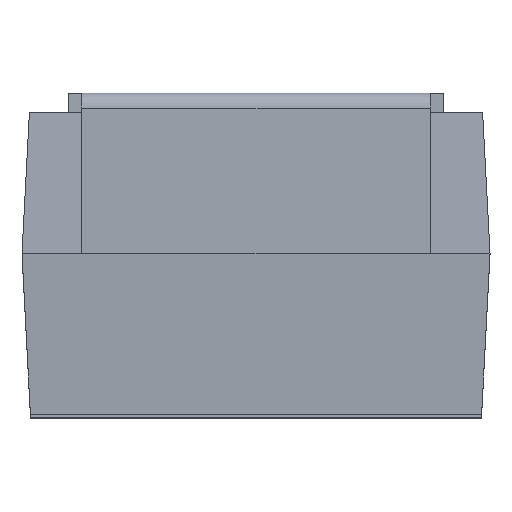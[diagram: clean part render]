
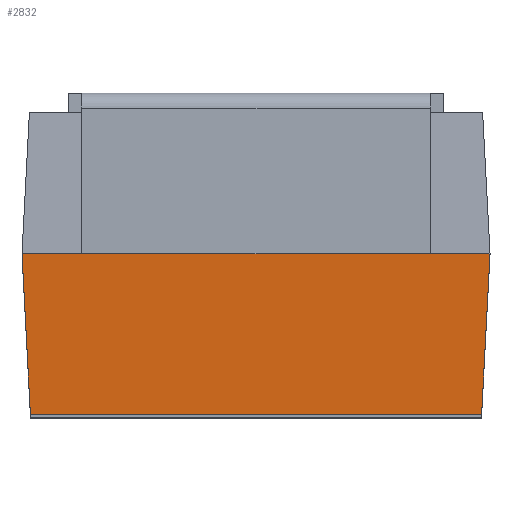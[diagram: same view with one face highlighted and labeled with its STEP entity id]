
A CAD part, top view. The second image highlights one B-rep face of the part: STEP entity #2832.
In plain terms, the highlighted planar face has unit normal (0, -0.052, 0.999).
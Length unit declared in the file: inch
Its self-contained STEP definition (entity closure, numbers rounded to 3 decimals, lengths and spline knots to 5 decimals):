
#291=FACE_OUTER_BOUND('',#450,.T.);
#450=EDGE_LOOP('',(#2315,#2316,#2317,#2318,#2319,#2320));
#631=LINE('',#4136,#981);
#715=LINE('',#4320,#1065);
#729=LINE('',#4352,#1079);
#730=LINE('',#4355,#1080);
#757=LINE('',#4406,#1107);
#758=LINE('',#4407,#1108);
#981=VECTOR('',#3214,0.3937);
#1065=VECTOR('',#3390,0.3937);
#1079=VECTOR('',#3424,0.3937);
#1080=VECTOR('',#3427,0.3937);
#1107=VECTOR('',#3476,0.3937);
#1108=VECTOR('',#3477,0.3937);
#1331=VERTEX_POINT('',#4118);
#1335=VERTEX_POINT('',#4130);
#1383=VERTEX_POINT('',#4302);
#1389=VERTEX_POINT('',#4316);
#1398=VERTEX_POINT('',#4350);
#1399=VERTEX_POINT('',#4354);
#1609=EDGE_CURVE('',#1331,#1335,#631,.T.);
#1699=EDGE_CURVE('',#1389,#1383,#715,.T.);
#1715=EDGE_CURVE('',#1383,#1398,#729,.T.);
#1716=EDGE_CURVE('',#1399,#1389,#730,.T.);
#1743=EDGE_CURVE('',#1399,#1331,#757,.T.);
#1744=EDGE_CURVE('',#1335,#1398,#758,.T.);
#2315=ORIENTED_EDGE('',*,*,#1743,.F.);
#2316=ORIENTED_EDGE('',*,*,#1716,.T.);
#2317=ORIENTED_EDGE('',*,*,#1699,.T.);
#2318=ORIENTED_EDGE('',*,*,#1715,.T.);
#2319=ORIENTED_EDGE('',*,*,#1744,.F.);
#2320=ORIENTED_EDGE('',*,*,#1609,.F.);
#2685=PLANE('',#2990);
#2832=ADVANCED_FACE('',(#291),#2685,.F.);
#2990=AXIS2_PLACEMENT_3D('',#4405,#3474,#3475);
#3214=DIRECTION('',(-1.,0.,0.));
#3390=DIRECTION('',(-1.,0.,0.));
#3424=DIRECTION('',(-1.,0.,0.));
#3427=DIRECTION('',(-1.,0.,0.));
#3474=DIRECTION('center_axis',(0.,0.052,
-0.999));
#3475=DIRECTION('ref_axis',(-1.,0.,0.));
#3476=DIRECTION('',(-0.052,-0.997,-0.052));
#3477=DIRECTION('',(-0.052,0.997,0.052));
#4118=CARTESIAN_POINT('',(0.17635,-0.0066,0.14483));
#4130=CARTESIAN_POINT('',(0.0597,-0.0066,0.14483));
#4136=CARTESIAN_POINT('',(0.08778,-0.0066,0.14483));
#4302=CARTESIAN_POINT('',(0.07303,0.0349,0.147));
#4316=CARTESIAN_POINT('',(0.16303,0.0349,0.147));
#4320=CARTESIAN_POINT('',(0.08778,0.0349,0.147));
#4350=CARTESIAN_POINT('',(0.05753,0.0349,0.147));
#4352=CARTESIAN_POINT('',(0.08778,0.0349,0.147));
#4354=CARTESIAN_POINT('',(0.17853,0.0349,0.147));
#4355=CARTESIAN_POINT('',(0.08778,0.0349,0.147));
#4405=CARTESIAN_POINT('Origin',(0.05753,0.0349,0.147));
#4406=CARTESIAN_POINT('',(0.17816,0.02792,0.14663));
#4407=CARTESIAN_POINT('',(0.05881,0.01038,0.14571));
